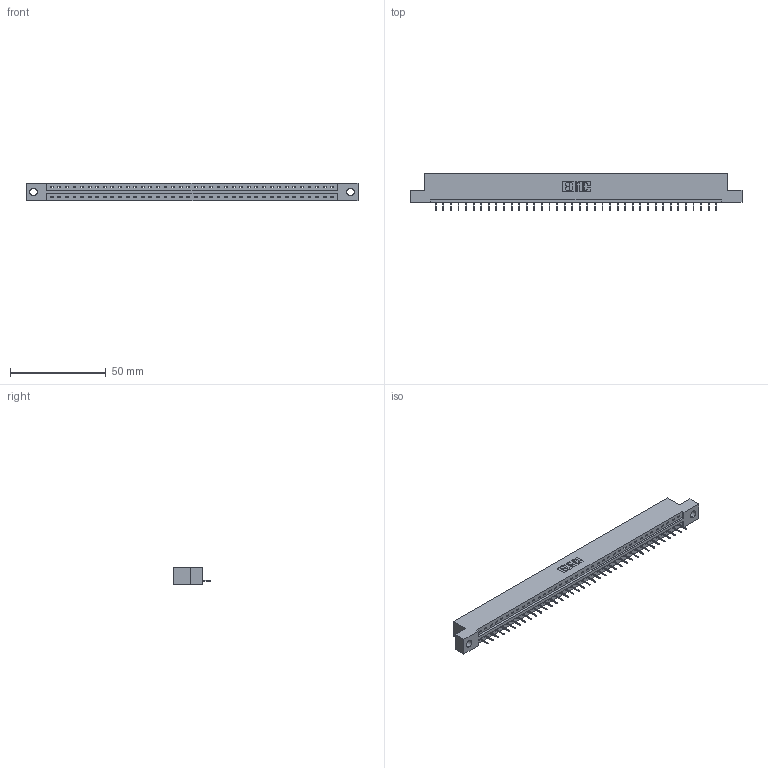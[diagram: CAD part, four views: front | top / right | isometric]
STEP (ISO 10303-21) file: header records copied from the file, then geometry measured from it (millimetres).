
FILE_DESCRIPTION (( 'STEP AP203' ), '1' );
FILE_NAME ('837-038-524-104.STEP', '2021-08-04T14:49:17', ( '' ), ( '' ), 'SwSTEP 2.0', 'SolidWorks 2020', '' );
FILE_SCHEMA (( 'CONFIG_CONTROL_DESIGN' ));
Length unit declared in the file: inch
Products named in the file (3): 837 Part_Flush Mounting Lugs - 0.156 Dia-TH; 837-038-524-104; 345-292-001_345-293-124
Assembly tree (39 placements, depth 2):
  837-038-524-104
    837 Part_Flush Mounting Lugs - 0.156 Dia-TH
    345-292-001_345-293-124  x38
Bounding box: 173.58 x 19.69 x 9.4 mm (x, y, z)
Volume: 17753.1 mm3; surface area: 17590.4 mm2
Topology: 39 solids, 39 shells, 2622 faces, 7607 edges, 4918 vertices
Faces by surface type: plane 2046, cylinder 576
Entity records: 28841 total; most frequent: CARTESIAN_POINT 5028, ORIENTED_EDGE 5002, DIRECTION 4241, EDGE_CURVE 2501, VECTOR 2377, LINE 2377, VERTEX_POINT 1662, AXIS2_PLACEMENT_3D 932
